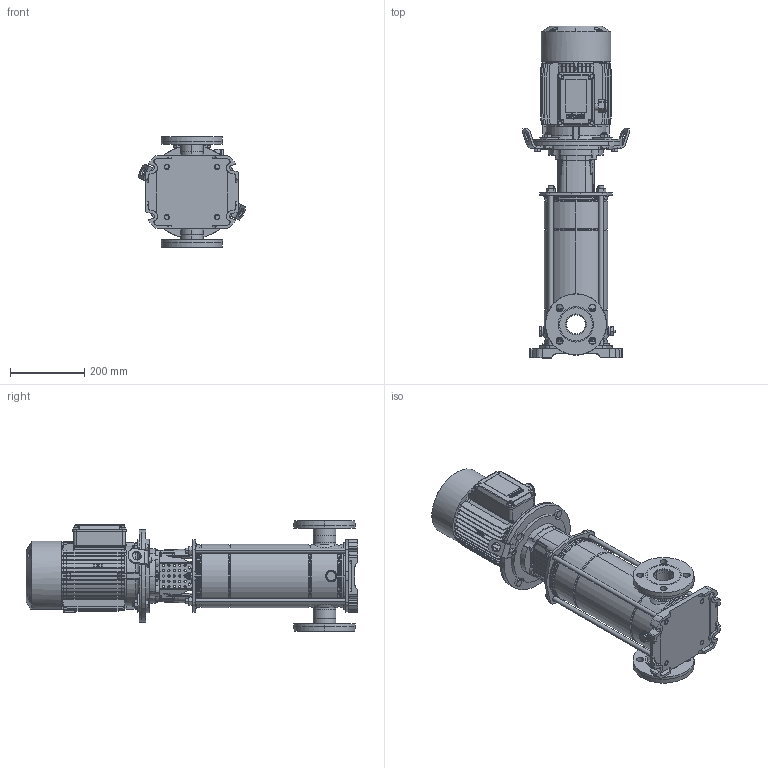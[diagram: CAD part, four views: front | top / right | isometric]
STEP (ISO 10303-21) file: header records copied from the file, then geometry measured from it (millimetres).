
FILE_DESCRIPTION (( 'STEP AP214' ), '1' );
FILE_NAME ('10007601swa00.step', '2022-06-14T08:00:00', ( '' ), ( '' ), 'SwSTEP 2.0', 'SolidWorks 2020', '' );
FILE_SCHEMA (( 'AUTOMOTIVE_DESIGN' ));
Length unit declared in the file: millimetre
Products named in the file (22): 4.92.211swp01; 3.92.277swp01_MXV 50-1505-50-2005 Sempl.; 3.92.269swp01_3_92_269_Sempl.; 10007601swa00; 10000033swn00_M10x14 A2; 4.92.027swp03_4_92_027_AISI304; 10007568swp00_M90 B5-De250; 10007670swn00_M25x1.5; 10007571swp00_90 SZ VERT; 3.92.270swp01_3.92.270 Semplificato; 10000005swn00_M12 õ; 4.92.222swp03_DN50 semplificato; 10000022swn00_M12x35 UNI 5737 6.8; 10000006swn00_M14 A2-70; 10007527swa00; 10007431swp00_Flangia mot.112; 4.92.225swp04; 4.92.204swp03_VERSIONE MACCHINA UTENSILE; 3.92.244swp01_Semplificato; 10007576swa00_M90 VERT.; 4.92.223swp01_M14 X 453; 4.92.212swp01
Assembly tree (38 placements, depth 3):
  10007601swa00
    10007576swa00_M90 VERT.
      10007568swp00_M90 B5-De250
      10007571swp00_90 SZ VERT
      10007670swn00_M25x1.5
    10007527swa00
      3.92.244swp01_Semplificato
      3.92.277swp01_MXV 50-1505-50-2005 Sempl.
      3.92.269swp01_3_92_269_Sempl.
      4.92.223swp01_M14 X 453  x4
      10007431swp00_Flangia mot.112
      4.92.027swp03_4_92_027_AISI304
      10000006swn00_M14 A2-70  x4
      3.92.270swp01_3.92.270 Semplificato
      4.92.204swp03_VERSIONE MACCHINA UTENSILE  x2
      4.92.222swp03_DN50 semplificato  x2
      4.92.212swp01
      4.92.225swp04  x2
      4.92.211swp01  x2
      10000033swn00_M10x14 A2  x2
    10000022swn00_M12x35 UNI 5737 6.8  x4
    10000005swn00_M12 õ  x4
Bounding box: 287.8 x 893.1 x 300 mm (x, y, z)
Volume: 21039978.6 mm3; surface area: 1898308.4 mm2
Topology: 65 solids, 68 shells, 3483 faces, 8747 edges, 5545 vertices
Faces by surface type: plane 1569, cylinder 848, cone 699, bspline 212, torus 147, sphere 8
Entity records: 97555 total; most frequent: CARTESIAN_POINT 25627, ORIENTED_EDGE 14736, DIRECTION 14137, EDGE_CURVE 7368, AXIS2_PLACEMENT_3D 5079, VERTEX_POINT 4733, LINE 3979, VECTOR 3979
